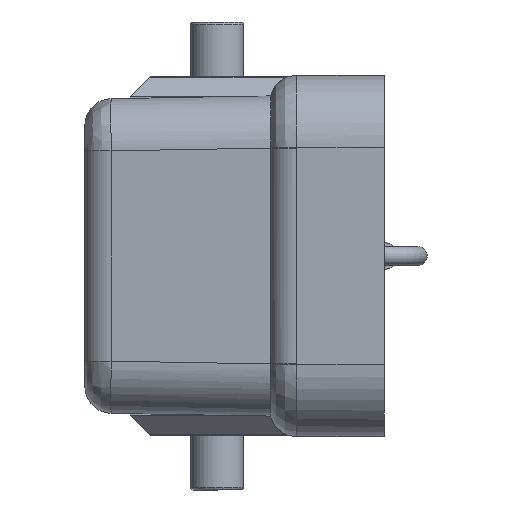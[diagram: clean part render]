
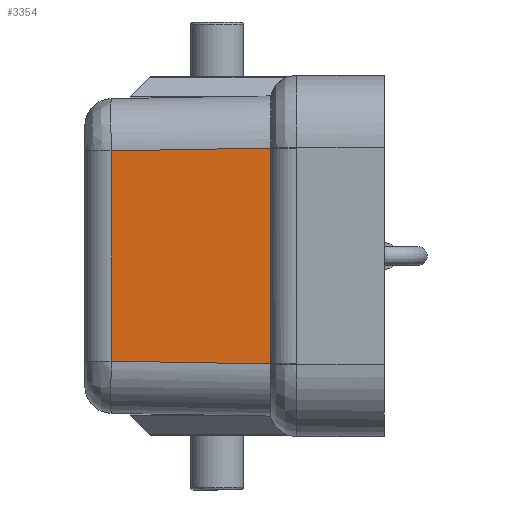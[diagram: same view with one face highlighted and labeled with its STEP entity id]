
A CAD part, left-side view. The second image highlights one B-rep face of the part: STEP entity #3354.
In plain terms, the highlighted planar face has unit normal (-1, 0.018, 0).
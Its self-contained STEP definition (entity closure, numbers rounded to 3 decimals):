
#324=FACE_OUTER_BOUND('',#537,.T.);
#537=EDGE_LOOP('',(#2567,#2568,#2569,#2570));
#744=LINE('',#5760,#999);
#748=LINE('',#5979,#1003);
#782=LINE('',#6628,#1037);
#786=LINE('',#6750,#1041);
#999=VECTOR('',#4084,11.939);
#1003=VECTOR('',#4100,16.145);
#1037=VECTOR('',#4214,15.729);
#1041=VECTOR('',#4236,11.939);
#1452=VERTEX_POINT('',#5694);
#1453=VERTEX_POINT('',#5759);
#1460=VERTEX_POINT('',#5931);
#1498=VERTEX_POINT('',#6625);
#1801=EDGE_CURVE('',#1453,#1452,#744,.T.);
#1813=EDGE_CURVE('',#1453,#1460,#748,.T.);
#1878=EDGE_CURVE('',#1498,#1452,#782,.T.);
#1888=EDGE_CURVE('',#1498,#1460,#786,.T.);
#2567=ORIENTED_EDGE('',*,*,#1801,.T.);
#2568=ORIENTED_EDGE('',*,*,#1878,.F.);
#2569=ORIENTED_EDGE('',*,*,#1888,.T.);
#2570=ORIENTED_EDGE('',*,*,#1813,.F.);
#3233=PLANE('',#3637);
#3354=ADVANCED_FACE('',(#324),#3233,.T.);
#3637=AXIS2_PLACEMENT_3D('',#6751,#4237,#4238);
#4084=DIRECTION('',(0.017,1.,-0.017));
#4100=DIRECTION('',(0.,0.,-1.));
#4214=DIRECTION('',(0.,0.,1.));
#4236=DIRECTION('',(-0.017,-1.,-0.017));
#4237=DIRECTION('center_axis',(-1.,0.017,0.));
#4238=DIRECTION('ref_axis',(-0.017,-1.,0.));
#5694=CARTESIAN_POINT('',(-11.764,13.535,7.864));
#5759=CARTESIAN_POINT('',(-11.972,1.6,8.073));
#5760=CARTESIAN_POINT('',(-11.972,1.6,8.073));
#5931=CARTESIAN_POINT('',(-11.972,1.6,-8.073));
#5979=CARTESIAN_POINT('',(-11.972,1.6,8.073));
#6625=CARTESIAN_POINT('',(-11.764,13.535,-7.864));
#6628=CARTESIAN_POINT('',(-11.764,13.535,-7.864));
#6750=CARTESIAN_POINT('',(-11.764,13.535,-7.864));
#6751=CARTESIAN_POINT('Origin',(-12.,0.,-13.448));
